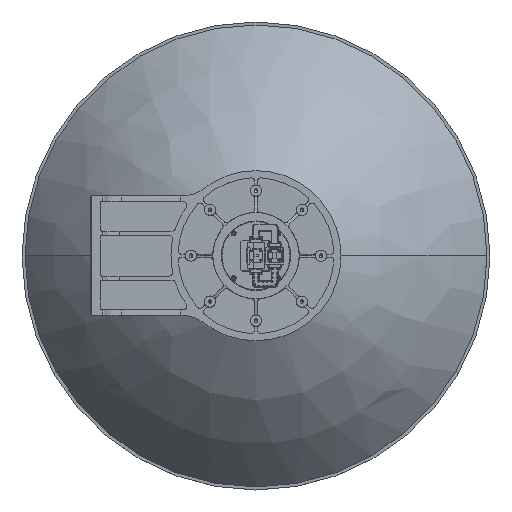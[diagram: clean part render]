
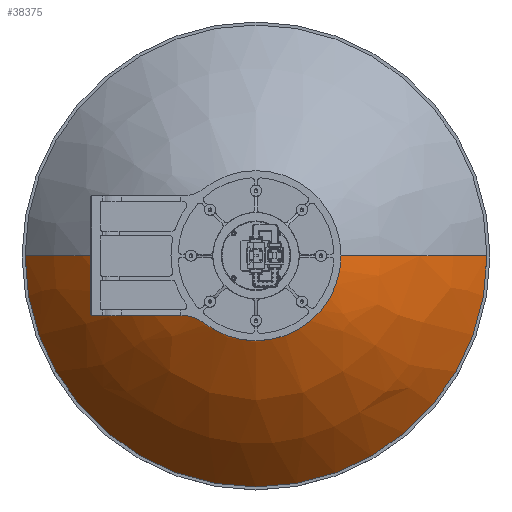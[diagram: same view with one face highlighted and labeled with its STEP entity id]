
A CAD part, top view. The second image highlights one B-rep face of the part: STEP entity #38375.
In plain terms, the highlighted free-form (B-spline) face has degree [2, 3] with [5, 4] control points.
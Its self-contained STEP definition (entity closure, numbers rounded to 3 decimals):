
#1018 = CARTESIAN_POINT ( 'NONE',  ( -2.937, -3.751, -1.394 ) ) ;
#2896 = CIRCLE ( 'NONE', #42689, 4.764 ) ;
#3348 = ORIENTED_EDGE ( 'NONE', *, *, #33648, .F. ) ;
#3365 = DIRECTION ( 'NONE',  ( 0., 1., 0. ) ) ;
#4598 = DIRECTION ( 'NONE',  ( 0., 0., -1. ) ) ;
#5165 = VERTEX_POINT ( 'NONE', #94557 ) ;
#5396 = CARTESIAN_POINT ( 'NONE',  ( -4.936, 0., -1.478 ) ) ;
#6622 = CARTESIAN_POINT ( 'NONE',  ( -3.406, -3.488, -1.448 ) ) ;
#9345 = CARTESIAN_POINT ( 'NONE',  ( 4.812, 0., -1.418 ) ) ;
#9912 = CARTESIAN_POINT ( 'NONE',  ( 10.52, 0., -5.517 ) ) ;
#11455 = CARTESIAN_POINT ( 'NONE',  ( 6.48, 0., -2.231 ) ) ;
#11585 = CARTESIAN_POINT ( 'NONE',  ( 12.941, 0., -8.667 ) ) ;
#12496 = EDGE_CURVE ( 'NONE', #77027, #45735, #100087, .T. ) ;
#13288 = VERTEX_POINT ( 'NONE', #30376 ) ;
#13928 = CIRCLE ( 'NONE', #64553, 4.936 ) ;
#15245 = B_SPLINE_CURVE_WITH_KNOTS ( 'NONE', 2,
 ( #89649, #46054, #11455, #104457, #26842 ),
 .UNSPECIFIED., .F., .F.,
 ( 3, 1, 1, 3 ),
 ( 0.393, 0.4, 0.61, 0.924 ),
 .UNSPECIFIED. ) ;
#15590 = VERTEX_POINT ( 'NONE', #83546 ) ;
#15636 = CARTESIAN_POINT ( 'NONE',  ( 6.48, 0., -2.231 ) ) ;
#17403 = CARTESIAN_POINT ( 'NONE',  ( -3.486, -3.458, -1.465 ) ) ;
#17620 = EDGE_CURVE ( 'NONE', #15590, #103574, #15245, .T. ) ;
#19474 =( BOUNDED_SURFACE ( )  B_SPLINE_SURFACE ( 2, 3, ( 
 ( #102893, #25272, #59816, #77357 ),
 ( #9345, #43927, #110281, #32645 ),
 ( #15636, #105683, #106775, #26958 ),
 ( #9912, #96608, #29175, #79010 ),
 ( #11585, #44469, #37101, #62050 ) ),
 .UNSPECIFIED., .F., .F., .F. ) 
 B_SPLINE_SURFACE_WITH_KNOTS ( ( 3, 1, 1, 3 ),
 ( 4, 4 ),
 ( 0.393, 0.4, 0.61, 0.924 ),
 ( 0., 1. ),
 .UNSPECIFIED. ) 
 GEOMETRIC_REPRESENTATION_ITEM ( )  RATIONAL_B_SPLINE_SURFACE ( (
 ( 1., 0.333, 0.333, 1.),
 ( 1., 0.333, 0.333, 1.),
 ( 1., 0.333, 0.333, 1.),
 ( 1., 0.333, 0.333, 1.),
 ( 1., 0.333, 0.333, 1.) ) ) 
 REPRESENTATION_ITEM ( '' )  SURFACE ( )  );
#19759 = VERTEX_POINT ( 'NONE', #92332 ) ;
#19906 = DIRECTION ( 'NONE',  ( 0., 0., -1. ) ) ;
#20747 = ORIENTED_EDGE ( 'NONE', *, *, #56313, .T. ) ;
#21805 = VERTEX_POINT ( 'NONE', #39800 ) ;
#21877 = CIRCLE ( 'NONE', #95985, 12.941 ) ;
#23158 = EDGE_CURVE ( 'NONE', #19759, #77027, #2896, .T. ) ;
#23342 = DIRECTION ( 'NONE',  ( 0., 1., 0. ) ) ;
#23574 = CARTESIAN_POINT ( 'NONE',  ( -6.517, 0., -2.262 ) ) ;
#24800 = CARTESIAN_POINT ( 'NONE',  ( 0., 0., -8.667 ) ) ;
#25272 = CARTESIAN_POINT ( 'NONE',  ( 4.764, -9.528, -1.394 ) ) ;
#26842 = CARTESIAN_POINT ( 'NONE',  ( 12.941, 0., -8.667 ) ) ;
#26958 = CARTESIAN_POINT ( 'NONE',  ( -6.48, 0., -2.231 ) ) ;
#27944 = ORIENTED_EDGE ( 'NONE', *, *, #23158, .T. ) ;
#29175 = CARTESIAN_POINT ( 'NONE',  ( -10.52, -21.04, -5.517 ) ) ;
#29441 = DIRECTION ( 'NONE',  ( 0., 0., -1. ) ) ;
#29885 = ORIENTED_EDGE ( 'NONE', *, *, #69161, .T. ) ;
#30376 = CARTESIAN_POINT ( 'NONE',  ( -4.936, 0., -1.478 ) ) ;
#32645 = CARTESIAN_POINT ( 'NONE',  ( -4.812, 0., -1.418 ) ) ;
#33148 = ORIENTED_EDGE ( 'NONE', *, *, #105476, .F. ) ;
#33648 = EDGE_CURVE ( 'NONE', #103574, #5165, #21877, .T. ) ;
#34406 = CARTESIAN_POINT ( 'NONE',  ( -3.276, -3.543, -1.424 ) ) ;
#35549 = DIRECTION ( 'NONE',  ( 0., 0., -1. ) ) ;
#37101 = CARTESIAN_POINT ( 'NONE',  ( -12.941, -25.881, -8.667 ) ) ;
#38375 = ADVANCED_FACE ( 'NONE', ( #111372 ), #19474, .F. ) ;
#38887 = CARTESIAN_POINT ( 'NONE',  ( -10.52, 0., -5.517 ) ) ;
#39800 = CARTESIAN_POINT ( 'NONE',  ( -12.941, 0., -8.667 ) ) ;
#42689 = AXIS2_PLACEMENT_3D ( 'NONE', #44574, #35549, #44032 ) ;
#43927 = CARTESIAN_POINT ( 'NONE',  ( 4.812, -9.625, -1.418 ) ) ;
#44032 = DIRECTION ( 'NONE',  ( 0., 1., 0. ) ) ;
#44469 = CARTESIAN_POINT ( 'NONE',  ( 12.941, -25.881, -8.667 ) ) ;
#44574 = CARTESIAN_POINT ( 'NONE',  ( 0., 0., -1.394 ) ) ;
#45735 = VERTEX_POINT ( 'NONE', #63018 ) ;
#46054 = CARTESIAN_POINT ( 'NONE',  ( 4.812, 0., -1.418 ) ) ;
#48221 = AXIS2_PLACEMENT_3D ( 'NONE', #84429, #4598, #23342 ) ;
#54455 = CARTESIAN_POINT ( 'NONE',  ( 0., 0., -1.478 ) ) ;
#56313 = EDGE_CURVE ( 'NONE', #13288, #21805, #78176, .T. ) ;
#58254 = CARTESIAN_POINT ( 'NONE',  ( -3.125, -3.621, -1.403 ) ) ;
#59816 = CARTESIAN_POINT ( 'NONE',  ( -4.764, -9.528, -1.394 ) ) ;
#60983 = AXIS2_PLACEMENT_3D ( 'NONE', #24800, #74683, #84255 ) ;
#62050 = CARTESIAN_POINT ( 'NONE',  ( -12.941, 0., -8.667 ) ) ;
#63018 = CARTESIAN_POINT ( 'NONE',  ( -3.539, -3.441, -1.478 ) ) ;
#64553 = AXIS2_PLACEMENT_3D ( 'NONE', #54455, #19906, #73139 ) ;
#64652 = ORIENTED_EDGE ( 'NONE', *, *, #17620, .F. ) ;
#69161 = EDGE_CURVE ( 'NONE', #15590, #19759, #97029, .T. ) ;
#73139 = DIRECTION ( 'NONE',  ( 0., 1., 0. ) ) ;
#74683 = DIRECTION ( 'NONE',  ( 0., 0., -1. ) ) ;
#77027 = VERTEX_POINT ( 'NONE', #1018 ) ;
#77357 = CARTESIAN_POINT ( 'NONE',  ( -4.764, 0., -1.394 ) ) ;
#77385 = ORIENTED_EDGE ( 'NONE', *, *, #104966, .T. ) ;
#78176 = B_SPLINE_CURVE_WITH_KNOTS ( 'NONE', 2,
 ( #5396, #23574, #38887, #100631 ),
 .UNSPECIFIED., .F., .F.,
 ( 3, 1, 3 ),
 ( 0.405, 0.61, 0.924 ),
 .UNSPECIFIED. ) ;
#78316 = EDGE_LOOP ( 'NONE', ( #77385, #20747, #33148, #3348, #64652, #29885, #27944, #78610 ) ) ;
#78610 = ORIENTED_EDGE ( 'NONE', *, *, #12496, .T. ) ;
#79010 = CARTESIAN_POINT ( 'NONE',  ( -10.52, 0., -5.517 ) ) ;
#83546 = CARTESIAN_POINT ( 'NONE',  ( 4.764, 0., -1.394 ) ) ;
#84255 = DIRECTION ( 'NONE',  ( 0., 1., 0. ) ) ;
#84429 = CARTESIAN_POINT ( 'NONE',  ( 0., 0., -1.394 ) ) ;
#84807 = CARTESIAN_POINT ( 'NONE',  ( -3.328, -3.52, -1.433 ) ) ;
#85351 = CARTESIAN_POINT ( 'NONE',  ( -3.539, -3.441, -1.478 ) ) ;
#89649 = CARTESIAN_POINT ( 'NONE',  ( 4.764, 0., -1.394 ) ) ;
#89941 = CIRCLE ( 'NONE', #60983, 12.941 ) ;
#92332 = CARTESIAN_POINT ( 'NONE',  ( 0., -4.764, -1.394 ) ) ;
#92767 = CARTESIAN_POINT ( 'NONE',  ( -3.512, -3.449, -1.472 ) ) ;
#94557 = CARTESIAN_POINT ( 'NONE',  ( 0., -12.941, -8.667 ) ) ;
#95985 = AXIS2_PLACEMENT_3D ( 'NONE', #98560, #29441, #3365 ) ;
#96608 = CARTESIAN_POINT ( 'NONE',  ( 10.52, -21.04, -5.517 ) ) ;
#97029 = CIRCLE ( 'NONE', #48221, 4.764 ) ;
#97481 = CARTESIAN_POINT ( 'NONE',  ( 12.941, 0., -8.667 ) ) ;
#98514 = CARTESIAN_POINT ( 'NONE',  ( -2.937, -3.751, -1.394 ) ) ;
#98560 = CARTESIAN_POINT ( 'NONE',  ( 0., 0., -8.667 ) ) ;
#100087 = B_SPLINE_CURVE_WITH_KNOTS ( 'NONE', 3,
 ( #98514, #110899, #58254, #34406, #84807, #6622, #101857, #17403, #92767, #85351 ),
 .UNSPECIFIED., .F., .F.,
 ( 4, 2, 2, 2, 4 ),
 ( 0., 0.009, 0.013, 0.015, 0.017 ),
 .UNSPECIFIED. ) ;
#100631 = CARTESIAN_POINT ( 'NONE',  ( -12.941, 0., -8.667 ) ) ;
#101857 = CARTESIAN_POINT ( 'NONE',  ( -3.433, -3.477, -1.454 ) ) ;
#102893 = CARTESIAN_POINT ( 'NONE',  ( 4.764, 0., -1.394 ) ) ;
#103574 = VERTEX_POINT ( 'NONE', #97481 ) ;
#104457 = CARTESIAN_POINT ( 'NONE',  ( 10.52, 0., -5.517 ) ) ;
#104966 = EDGE_CURVE ( 'NONE', #45735, #13288, #13928, .T. ) ;
#105476 = EDGE_CURVE ( 'NONE', #5165, #21805, #89941, .T. ) ;
#105683 = CARTESIAN_POINT ( 'NONE',  ( 6.48, -12.959, -2.231 ) ) ;
#106775 = CARTESIAN_POINT ( 'NONE',  ( -6.48, -12.959, -2.231 ) ) ;
#110281 = CARTESIAN_POINT ( 'NONE',  ( -4.812, -9.625, -1.418 ) ) ;
#110899 = CARTESIAN_POINT ( 'NONE',  ( -3.029, -3.681, -1.395 ) ) ;
#111372 = FACE_OUTER_BOUND ( 'NONE', #78316, .T. ) ;
